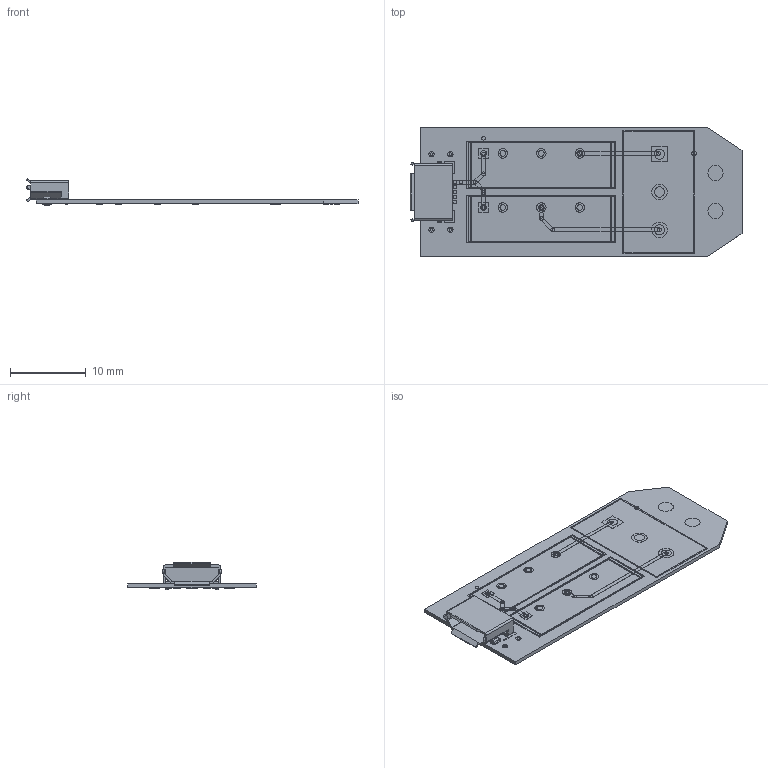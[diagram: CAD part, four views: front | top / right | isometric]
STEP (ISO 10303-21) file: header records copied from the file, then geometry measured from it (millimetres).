
FILE_DESCRIPTION( ( '' ), ' ' );
FILE_NAME( '5c85178fbf46b716f6dc6744.step', '2019-03-10T13:56:31', ( '' ), ( '' ), ' ', ' ', ' ' );
FILE_SCHEMA( ( 'AUTOMOTIVE_DESIGN { 1 0 10303 214 1 1 1 1 }' ) );
Length unit declared in the file: metre
Products named in the file (107): Assem1; Open CASCADE STEP translator 6.8 72; Open CASCADE STEP translator 6.8 20; Open CASCADE STEP translator 6.8 35; Open CASCADE STEP translator 6.8 23; Open CASCADE STEP translator 6.8 33; Open CASCADE STEP translator 6.8 79; Open CASCADE STEP translator 6.8 101; Open CASCADE STEP translator 6.8 45; Open CASCADE STEP translator 6.8 15; Open CASCADE STEP translator 6.8 105; Open CASCADE STEP translator 6.8 37; Open CASCADE STEP translator 6.8 8; Open CASCADE STEP translator 6.8 42; Open CASCADE STEP translator 6.8 24; Open CASCADE STEP translator 6.8 103; Open CASCADE STEP translator 6.8 4; Open CASCADE STEP translator 6.8 6; Open CASCADE STEP translator 6.8 28; Open CASCADE STEP translator 6.8 59; Open CASCADE STEP translator 6.8 70; Open CASCADE STEP translator 6.8 54; Open CASCADE STEP translator 6.8 95; Open CASCADE STEP translator 6.8 49; Open CASCADE STEP translator 6.8 96; Open CASCADE STEP translator 6.8 80; Open CASCADE STEP translator 6.8 78; Open CASCADE STEP translator 6.8 68; Open CASCADE STEP translator 6.8 86; Open CASCADE STEP translator 6.8 83; Open CASCADE STEP translator 6.8 89; Open CASCADE STEP translator 6.8 1; Open CASCADE STEP translator 6.8 14; Open CASCADE STEP translator 6.8 18; Open CASCADE STEP translator 6.8 75; Open CASCADE STEP translator 6.8 67; Open CASCADE STEP translator 6.8 77; Open CASCADE STEP translator 6.8 21; Open CASCADE STEP translator 6.8 27; Open CASCADE STEP translator 6.8 93 ...
Assembly tree (106 placements, depth 2):
  Assem1
    Open CASCADE STEP translator 6.8 72
    Open CASCADE STEP translator 6.8 20
    Open CASCADE STEP translator 6.8 35
    Open CASCADE STEP translator 6.8 23
    Open CASCADE STEP translator 6.8 33
    Open CASCADE STEP translator 6.8 79
    Open CASCADE STEP translator 6.8 101
    Open CASCADE STEP translator 6.8 45
    Open CASCADE STEP translator 6.8 15
    Open CASCADE STEP translator 6.8 105
    Open CASCADE STEP translator 6.8 37
    Open CASCADE STEP translator 6.8 8
    Open CASCADE STEP translator 6.8 42
    Open CASCADE STEP translator 6.8 24
    Open CASCADE STEP translator 6.8 103
    Open CASCADE STEP translator 6.8 4
    Open CASCADE STEP translator 6.8 6
    Open CASCADE STEP translator 6.8 28
    Open CASCADE STEP translator 6.8 59
    Open CASCADE STEP translator 6.8 70
    Open CASCADE STEP translator 6.8 54
    Open CASCADE STEP translator 6.8 95
    Open CASCADE STEP translator 6.8 49
    Open CASCADE STEP translator 6.8 96
    Open CASCADE STEP translator 6.8 80
    Open CASCADE STEP translator 6.8 78
    Open CASCADE STEP translator 6.8 68
    Open CASCADE STEP translator 6.8 86
    Open CASCADE STEP translator 6.8 83
    Open CASCADE STEP translator 6.8 89
    Open CASCADE STEP translator 6.8 1
    Open CASCADE STEP translator 6.8 14
    Open CASCADE STEP translator 6.8 18
    Open CASCADE STEP translator 6.8 75
    Open CASCADE STEP translator 6.8 67
    Open CASCADE STEP translator 6.8 77
    Open CASCADE STEP translator 6.8 21
    Open CASCADE STEP translator 6.8 27
    Open CASCADE STEP translator 6.8 93
    Open CASCADE STEP translator 6.8 25
    Open CASCADE STEP translator 6.8 17
    Open CASCADE STEP translator 6.8 12
    Open CASCADE STEP translator 6.8 16
    Open CASCADE STEP translator 6.8 52
    Open CASCADE STEP translator 6.8 65
    Open CASCADE STEP translator 6.8 5
    Open CASCADE STEP translator 6.8 90
    Open CASCADE STEP translator 6.8 36
    Open CASCADE STEP translator 6.8 88
    Open CASCADE STEP translator 6.8 3
    Open CASCADE STEP translator 6.8 2
    Open CASCADE STEP translator 6.8 43
    Open CASCADE STEP translator 6.8 46
    Open CASCADE STEP translator 6.8 63
    Open CASCADE STEP translator 6.8 85
    Open CASCADE STEP translator 6.8 92
    Open CASCADE STEP translator 6.8 34
    Open CASCADE STEP translator 6.8 97
    Open CASCADE STEP translator 6.8 39
Bounding box: 43.83 x 17 x 3.58 mm (x, y, z)
Volume: 406.1 mm3; surface area: 2053.3 mm2
Topology: 106 solids, 106 shells, 569 faces, 1049 edges, 690 vertices
Faces by surface type: plane 460, cylinder 109
Full cylindrical faces by diameter (mm): 0.15 x4, 0.33 x4, 0.5 x21, 0.6 x1, 0.688 x8, 0.75 x8, 1.25 x12, 1.35 x3, 2 x2, 2.05 x4
Entity records: 24790 total; most frequent: DIRECTION 2552, CARTESIAN_POINT 2348, ORIENTED_EDGE 1964, STYLED_ITEM 1551, PRESENTATION_STYLE_ASSIGNMENT 1551, COLOUR_RGB 1551, EDGE_CURVE 982, CURVE_STYLE 982
